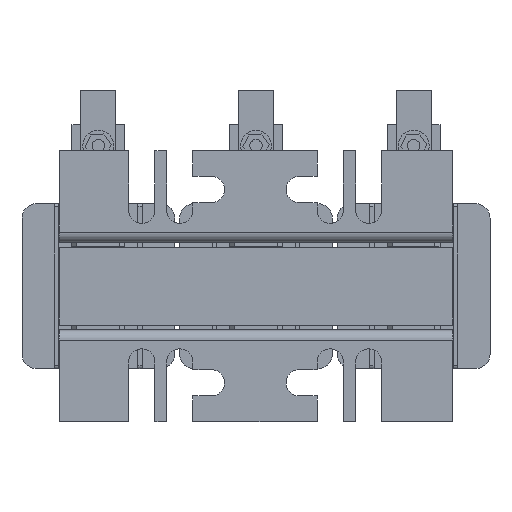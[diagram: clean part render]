
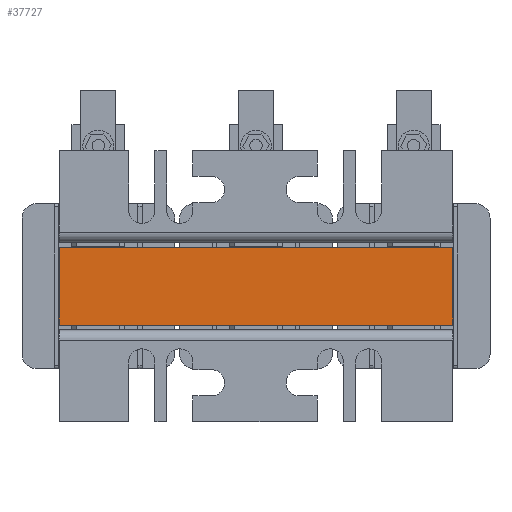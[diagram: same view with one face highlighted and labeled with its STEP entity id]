
A CAD part, front view. The second image highlights one B-rep face of the part: STEP entity #37727.
In plain terms, the highlighted planar face has unit normal (0, -1, 0).
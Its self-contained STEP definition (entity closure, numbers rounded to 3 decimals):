
#1308 = VECTOR ( 'NONE', #41069, 1000. ) ;
#1559 = VECTOR ( 'NONE', #21977, 1000. ) ;
#3397 = DIRECTION ( 'NONE',  ( 0., 0., 1. ) ) ;
#3399 = CARTESIAN_POINT ( 'NONE',  ( -95.5, -85.25, 18.875 ) ) ;
#4686 = CARTESIAN_POINT ( 'NONE',  ( -95.5, -85.25, 18.875 ) ) ;
#5091 = CARTESIAN_POINT ( 'NONE',  ( 95.5, -85.25, 18.875 ) ) ;
#5389 = CARTESIAN_POINT ( 'NONE',  ( 95.5, -85.25, -18.875 ) ) ;
#6437 = DIRECTION ( 'NONE',  ( 0., 0., 1. ) ) ;
#6439 = DIRECTION ( 'NONE',  ( 0., 1., 0. ) ) ;
#6440 = CARTESIAN_POINT ( 'NONE',  ( -95.5, -85.25, 18.875 ) ) ;
#6441 = PLANE ( 'NONE',  #20305 ) ;
#9196 = VECTOR ( 'NONE', #3397, 1000. ) ;
#11782 = VERTEX_POINT ( 'NONE', #4686 ) ;
#11794 = VERTEX_POINT ( 'NONE', #5091 ) ;
#11800 = VERTEX_POINT ( 'NONE', #5389 ) ;
#12080 = VERTEX_POINT ( 'NONE', #39690 ) ;
#17987 = FACE_OUTER_BOUND ( 'NONE', #32379, .T. ) ;
#19403 = ORIENTED_EDGE ( 'NONE', *, *, #35290, .T. ) ;
#19404 = ORIENTED_EDGE ( 'NONE', *, *, #35805, .F. ) ;
#19405 = ORIENTED_EDGE ( 'NONE', *, *, #35112, .F. ) ;
#19406 = ORIENTED_EDGE ( 'NONE', *, *, #34288, .T. ) ;
#20305 = AXIS2_PLACEMENT_3D ( 'NONE', #6440, #6439, #6437 ) ;
#21073 = LINE ( 'NONE', #3399, #9196 ) ;
#21977 = DIRECTION ( 'NONE',  ( 0., 0., 1. ) ) ;
#21980 = CARTESIAN_POINT ( 'NONE',  ( 95.5, -85.25, 18.875 ) ) ;
#24876 = VECTOR ( 'NONE', #25678, 1000. ) ;
#25678 = DIRECTION ( 'NONE',  ( 1., 0., 0. ) ) ;
#25680 = CARTESIAN_POINT ( 'NONE',  ( -95.5, -85.25, -18.875 ) ) ;
#26211 = LINE ( 'NONE', #25680, #24876 ) ;
#32379 = EDGE_LOOP ( 'NONE', ( #19403, #19405, #19404, #19406 ) ) ;
#33798 = LINE ( 'NONE', #41071, #1308 ) ;
#34063 = LINE ( 'NONE', #21980, #1559 ) ;
#34288 = EDGE_CURVE ( 'NONE', #12080, #11800, #26211, .T. ) ;
#35112 = EDGE_CURVE ( 'NONE', #11782, #11794, #33798, .T. ) ;
#35290 = EDGE_CURVE ( 'NONE', #11800, #11794, #34063, .T. ) ;
#35805 = EDGE_CURVE ( 'NONE', #12080, #11782, #21073, .T. ) ;
#37727 = ADVANCED_FACE ( 'NONE', ( #17987 ), #6441, .F. ) ;
#39690 = CARTESIAN_POINT ( 'NONE',  ( -95.5, -85.25, -18.875 ) ) ;
#41069 = DIRECTION ( 'NONE',  ( 1., 0., 0. ) ) ;
#41071 = CARTESIAN_POINT ( 'NONE',  ( -95.5, -85.25, 18.875 ) ) ;
